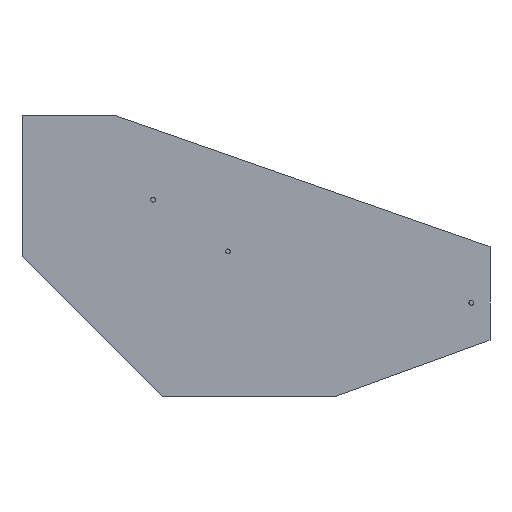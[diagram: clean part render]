
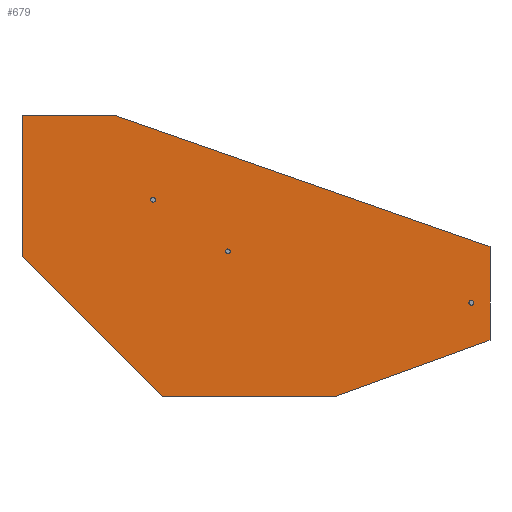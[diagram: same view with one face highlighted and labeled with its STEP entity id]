
A CAD part, front view. The second image highlights one B-rep face of the part: STEP entity #679.
In plain terms, the highlighted planar face has unit normal (0, -1, 0).
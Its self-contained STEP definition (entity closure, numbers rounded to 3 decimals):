
#77=FACE_BOUND('',#182,.T.);
#78=FACE_BOUND('',#183,.T.);
#79=FACE_BOUND('',#184,.T.);
#83=CIRCLE('',#781,2.5);
#84=CIRCLE('',#783,2.5);
#85=CIRCLE('',#785,2.5);
#140=FACE_OUTER_BOUND('',#181,.T.);
#181=EDGE_LOOP('',(#510,#511,#512,#513,#514,#515,#516));
#182=EDGE_LOOP('',(#517));
#183=EDGE_LOOP('',(#518));
#184=EDGE_LOOP('',(#519));
#214=LINE('',#1117,#260);
#218=LINE('',#1126,#264);
#222=LINE('',#1135,#268);
#225=LINE('',#1139,#271);
#229=LINE('',#1153,#275);
#231=LINE('',#1156,#277);
#235=LINE('',#1170,#281);
#260=VECTOR('',#874,10.);
#264=VECTOR('',#880,10.);
#268=VECTOR('',#886,10.);
#271=VECTOR('',#891,10.);
#275=VECTOR('',#905,10.);
#277=VECTOR('',#909,10.);
#281=VECTOR('',#927,10.);
#306=VERTEX_POINT('',#1114);
#307=VERTEX_POINT('',#1116);
#310=VERTEX_POINT('',#1123);
#311=VERTEX_POINT('',#1125);
#314=VERTEX_POINT('',#1132);
#315=VERTEX_POINT('',#1134);
#320=VERTEX_POINT('',#1152);
#321=VERTEX_POINT('',#1158);
#322=VERTEX_POINT('',#1162);
#323=VERTEX_POINT('',#1166);
#370=EDGE_CURVE('',#307,#306,#214,.T.);
#374=EDGE_CURVE('',#311,#310,#218,.T.);
#378=EDGE_CURVE('',#315,#314,#222,.T.);
#381=EDGE_CURVE('',#310,#315,#225,.T.);
#388=EDGE_CURVE('',#320,#311,#229,.T.);
#390=EDGE_CURVE('',#314,#307,#231,.T.);
#391=EDGE_CURVE('',#321,#321,#83,.T.);
#393=EDGE_CURVE('',#322,#322,#84,.T.);
#395=EDGE_CURVE('',#323,#323,#85,.T.);
#397=EDGE_CURVE('',#306,#320,#235,.T.);
#510=ORIENTED_EDGE('',*,*,#370,.T.);
#511=ORIENTED_EDGE('',*,*,#397,.T.);
#512=ORIENTED_EDGE('',*,*,#388,.T.);
#513=ORIENTED_EDGE('',*,*,#374,.T.);
#514=ORIENTED_EDGE('',*,*,#381,.T.);
#515=ORIENTED_EDGE('',*,*,#378,.T.);
#516=ORIENTED_EDGE('',*,*,#390,.T.);
#517=ORIENTED_EDGE('',*,*,#391,.T.);
#518=ORIENTED_EDGE('',*,*,#393,.T.);
#519=ORIENTED_EDGE('',*,*,#395,.T.);
#663=PLANE('',#786);
#679=ADVANCED_FACE('',(#140,#77,#78,#79),#663,.T.);
#781=AXIS2_PLACEMENT_3D('',#1159,#912,#913);
#783=AXIS2_PLACEMENT_3D('',#1163,#917,#918);
#785=AXIS2_PLACEMENT_3D('',#1167,#922,#923);
#786=AXIS2_PLACEMENT_3D('',#1169,#925,#926);
#874=DIRECTION('',(-0.944,0.,0.33));
#880=DIRECTION('',(0.707,0.,-0.707));
#886=DIRECTION('',(0.94,0.,0.342));
#891=DIRECTION('',(1.,0.,0.));
#905=DIRECTION('',(0.,0.,-1.));
#909=DIRECTION('',(0.,0.,1.));
#912=DIRECTION('center_axis',(0.,1.,0.));
#913=DIRECTION('ref_axis',(-1.,0.,0.));
#917=DIRECTION('center_axis',(0.,1.,0.));
#918=DIRECTION('ref_axis',(-1.,0.,0.));
#922=DIRECTION('center_axis',(0.,1.,0.));
#923=DIRECTION('ref_axis',(-1.,0.,0.));
#925=DIRECTION('center_axis',(0.,-1.,0.));
#926=DIRECTION('ref_axis',(0.,0.,-1.));
#927=DIRECTION('',(-1.,0.,0.));
#1114=CARTESIAN_POINT('',(-150.,-2.5,250.));
#1116=CARTESIAN_POINT('',(250.,-2.5,110.));
#1117=CARTESIAN_POINT('',(155.791,-2.5,142.973));
#1123=CARTESIAN_POINT('',(-100.,-2.5,-50.));
#1125=CARTESIAN_POINT('',(-250.,-2.5,100.));
#1126=CARTESIAN_POINT('',(-162.5,-2.5,12.5));
#1132=CARTESIAN_POINT('',(250.,-2.5,10.));
#1134=CARTESIAN_POINT('',(85.151,-2.5,-50.));
#1135=CARTESIAN_POINT('',(55.591,-2.5,-60.759));
#1139=CARTESIAN_POINT('',(-50.,-2.5,-50.));
#1152=CARTESIAN_POINT('',(-250.,-2.5,250.));
#1153=CARTESIAN_POINT('',(-250.,-2.5,250.));
#1156=CARTESIAN_POINT('',(250.,-2.5,-250.));
#1158=CARTESIAN_POINT('',(-107.5,-2.5,160.));
#1159=CARTESIAN_POINT('Origin',(-110.,-2.5,160.));
#1162=CARTESIAN_POINT('',(-27.5,-2.5,105.));
#1163=CARTESIAN_POINT('Origin',(-30.,-2.5,105.));
#1166=CARTESIAN_POINT('',(232.5,-2.5,50.));
#1167=CARTESIAN_POINT('Origin',(230.,-2.5,50.));
#1169=CARTESIAN_POINT('Origin',(0.,-2.5,0.));
#1170=CARTESIAN_POINT('',(250.,-2.5,250.));
